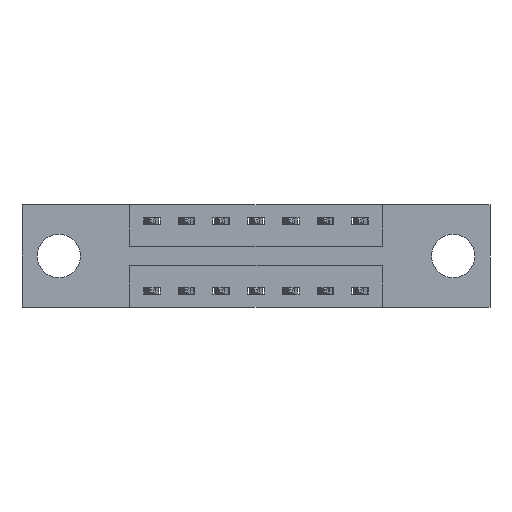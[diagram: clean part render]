
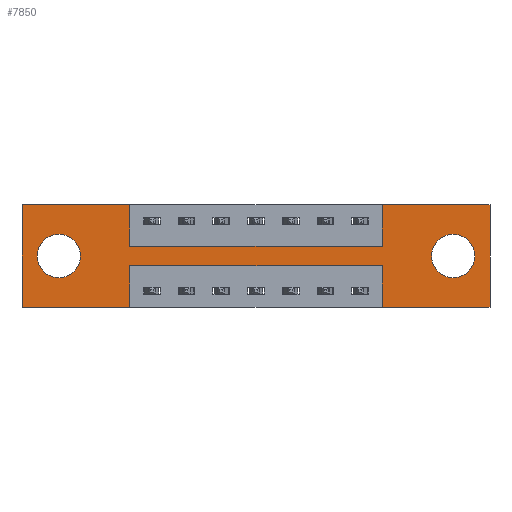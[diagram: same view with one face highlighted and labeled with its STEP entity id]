
A CAD part, front view. The second image highlights one B-rep face of the part: STEP entity #7850.
In plain terms, the highlighted planar face has unit normal (0, -1, 0).
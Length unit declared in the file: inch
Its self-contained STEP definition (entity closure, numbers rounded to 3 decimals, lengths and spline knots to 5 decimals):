
#172 = EDGE_CURVE ( 'NONE', #427, #8036, #3360, .T. ) ;
#276 = DIRECTION ( 'NONE',  ( 1., 0., 0. ) ) ;
#279 = AXIS2_PLACEMENT_3D ( 'NONE', #8474, #1718, #3999 ) ;
#315 = VECTOR ( 'NONE', #770, 39.37008 ) ;
#342 = ORIENTED_EDGE ( 'NONE', *, *, #6998, .T. ) ;
#415 = EDGE_CURVE ( 'NONE', #7236, #7402, #4439, .T. ) ;
#427 = VERTEX_POINT ( 'NONE', #2255 ) ;
#474 = CIRCLE ( 'NONE', #2505, 0.078 ) ;
#477 = EDGE_CURVE ( 'NONE', #3819, #427, #9210, .T. ) ;
#499 = LINE ( 'NONE', #5431, #7531 ) ;
#585 = ORIENTED_EDGE ( 'NONE', *, *, #3402, .F. ) ;
#622 = VECTOR ( 'NONE', #8607, 39.37008 ) ;
#678 = CARTESIAN_POINT ( 'NONE',  ( 1.2975, 0., 0. ) ) ;
#770 = DIRECTION ( 'NONE',  ( 1., 0., 0. ) ) ;
#773 = CARTESIAN_POINT ( 'NONE',  ( 0., 0., -0.37 ) ) ;
#828 = VERTEX_POINT ( 'NONE', #5225 ) ;
#900 = VECTOR ( 'NONE', #4411, 39.37008 ) ;
#921 = EDGE_CURVE ( 'NONE', #8562, #7983, #3280, .T. ) ;
#1062 = VERTEX_POINT ( 'NONE', #9437 ) ;
#1149 = VECTOR ( 'NONE', #5103, 39.37008 ) ;
#1207 = FACE_BOUND ( 'NONE', #9006, .T. ) ;
#1243 = ORIENTED_EDGE ( 'NONE', *, *, #7148, .F. ) ;
#1273 = ORIENTED_EDGE ( 'NONE', *, *, #172, .F. ) ;
#1280 = ORIENTED_EDGE ( 'NONE', *, *, #7950, .F. ) ;
#1394 = CARTESIAN_POINT ( 'NONE',  ( 1.2975, 0., -0.15 ) ) ;
#1395 = VECTOR ( 'NONE', #7878, 39.37008 ) ;
#1435 = DIRECTION ( 'NONE',  ( 0., 0., 1. ) ) ;
#1624 = CARTESIAN_POINT ( 'NONE',  ( 1.685, 0., 0. ) ) ;
#1670 = EDGE_CURVE ( 'NONE', #2937, #9312, #5152, .T. ) ;
#1680 = VECTOR ( 'NONE', #4651, 39.37008 ) ;
#1708 = ORIENTED_EDGE ( 'NONE', *, *, #477, .F. ) ;
#1718 = DIRECTION ( 'NONE',  ( 0., 1., 0. ) ) ;
#1765 = VECTOR ( 'NONE', #7910, 39.37008 ) ;
#1781 = CARTESIAN_POINT ( 'NONE',  ( 0., 0., -0.37 ) ) ;
#1909 = EDGE_CURVE ( 'NONE', #1062, #7929, #6841, .T. ) ;
#2115 = LINE ( 'NONE', #5763, #6005 ) ;
#2255 = CARTESIAN_POINT ( 'NONE',  ( 1.685, 0., -0.37 ) ) ;
#2317 = VECTOR ( 'NONE', #276, 39.37008 ) ;
#2433 = CARTESIAN_POINT ( 'NONE',  ( 0.3875, 0., -0.15 ) ) ;
#2462 = DIRECTION ( 'NONE',  ( 0., 1., 0. ) ) ;
#2505 = AXIS2_PLACEMENT_3D ( 'NONE', #6066, #8938, #6757 ) ;
#2532 = CARTESIAN_POINT ( 'NONE',  ( 1.2975, 0., -0.37 ) ) ;
#2568 = AXIS2_PLACEMENT_3D ( 'NONE', #8336, #2462, #8486 ) ;
#2589 = LINE ( 'NONE', #5623, #622 ) ;
#2633 = EDGE_CURVE ( 'NONE', #828, #5499, #7490, .T. ) ;
#2846 = CARTESIAN_POINT ( 'NONE',  ( 0., 0., -0.37 ) ) ;
#2936 = DIRECTION ( 'NONE',  ( 0., 0., 1. ) ) ;
#2937 = VERTEX_POINT ( 'NONE', #8843 ) ;
#3280 = LINE ( 'NONE', #2433, #2317 ) ;
#3331 = CARTESIAN_POINT ( 'NONE',  ( 0., 0., 0. ) ) ;
#3358 = CARTESIAN_POINT ( 'NONE',  ( 0.3875, 0., -0.22 ) ) ;
#3360 = LINE ( 'NONE', #1781, #1765 ) ;
#3369 = LINE ( 'NONE', #6409, #900 ) ;
#3402 = EDGE_CURVE ( 'NONE', #7264, #828, #2115, .T. ) ;
#3433 = VECTOR ( 'NONE', #9636, 39.37008 ) ;
#3479 = FACE_OUTER_BOUND ( 'NONE', #7799, .T. ) ;
#3819 = VERTEX_POINT ( 'NONE', #8088 ) ;
#3880 = ORIENTED_EDGE ( 'NONE', *, *, #7691, .F. ) ;
#3886 = CARTESIAN_POINT ( 'NONE',  ( 0.1325, 0., -0.263 ) ) ;
#3987 = VERTEX_POINT ( 'NONE', #678 ) ;
#3999 = DIRECTION ( 'NONE',  ( 0., 0., -1. ) ) ;
#4037 = EDGE_LOOP ( 'NONE', ( #342, #8521 ) ) ;
#4176 = FACE_BOUND ( 'NONE', #4037, .T. ) ;
#4280 = EDGE_CURVE ( 'NONE', #3987, #3819, #7786, .T. ) ;
#4411 = DIRECTION ( 'NONE',  ( 0., 0., -1. ) ) ;
#4439 = CIRCLE ( 'NONE', #7757, 0.078 ) ;
#4476 = ORIENTED_EDGE ( 'NONE', *, *, #5681, .F. ) ;
#4651 = DIRECTION ( 'NONE',  ( 0., 0., -1. ) ) ;
#4777 = LINE ( 'NONE', #2532, #8469 ) ;
#4945 = CARTESIAN_POINT ( 'NONE',  ( 0.3875, 0., -0.15 ) ) ;
#5103 = DIRECTION ( 'NONE',  ( -1., 0., 0. ) ) ;
#5152 = LINE ( 'NONE', #8831, #1149 ) ;
#5195 = CARTESIAN_POINT ( 'NONE',  ( 0.1325, 0., -0.185 ) ) ;
#5225 = CARTESIAN_POINT ( 'NONE',  ( 0., 0., 0. ) ) ;
#5431 = CARTESIAN_POINT ( 'NONE',  ( 1.2975, 0., 0. ) ) ;
#5499 = VERTEX_POINT ( 'NONE', #8264 ) ;
#5561 = EDGE_CURVE ( 'NONE', #7402, #7236, #474, .T. ) ;
#5623 = CARTESIAN_POINT ( 'NONE',  ( 0.3875, 0., -0.37 ) ) ;
#5681 = EDGE_CURVE ( 'NONE', #9312, #6465, #2589, .T. ) ;
#5737 = ORIENTED_EDGE ( 'NONE', *, *, #7063, .F. ) ;
#5763 = CARTESIAN_POINT ( 'NONE',  ( 0., 0., 0. ) ) ;
#5764 = PLANE ( 'NONE',  #8015 ) ;
#5815 = DIRECTION ( 'NONE',  ( 0., 0., 1. ) ) ;
#5862 = CARTESIAN_POINT ( 'NONE',  ( 1.5525, 0., -0.107 ) ) ;
#6005 = VECTOR ( 'NONE', #5815, 39.37008 ) ;
#6066 = CARTESIAN_POINT ( 'NONE',  ( 0.1325, 0., -0.185 ) ) ;
#6285 = CIRCLE ( 'NONE', #279, 0.078 ) ;
#6377 = CARTESIAN_POINT ( 'NONE',  ( 0.1325, 0., -0.107 ) ) ;
#6409 = CARTESIAN_POINT ( 'NONE',  ( 0.3875, 0., 0. ) ) ;
#6465 = VERTEX_POINT ( 'NONE', #6787 ) ;
#6623 = LINE ( 'NONE', #2846, #3433 ) ;
#6735 = CARTESIAN_POINT ( 'NONE',  ( 1.2975, 0., -0.37 ) ) ;
#6757 = DIRECTION ( 'NONE',  ( 0., 0., 1. ) ) ;
#6787 = CARTESIAN_POINT ( 'NONE',  ( 0.3875, 0., -0.37 ) ) ;
#6841 = CIRCLE ( 'NONE', #2568, 0.078 ) ;
#6998 = EDGE_CURVE ( 'NONE', #7929, #1062, #6285, .T. ) ;
#7063 = EDGE_CURVE ( 'NONE', #6465, #7264, #6623, .T. ) ;
#7148 = EDGE_CURVE ( 'NONE', #7983, #3987, #499, .T. ) ;
#7184 = DIRECTION ( 'NONE',  ( 0., -1., 0. ) ) ;
#7236 = VERTEX_POINT ( 'NONE', #3886 ) ;
#7264 = VERTEX_POINT ( 'NONE', #773 ) ;
#7290 = DIRECTION ( 'NONE',  ( 0., 0., -1. ) ) ;
#7402 = VERTEX_POINT ( 'NONE', #6377 ) ;
#7490 = LINE ( 'NONE', #7546, #315 ) ;
#7531 = VECTOR ( 'NONE', #2936, 39.37008 ) ;
#7546 = CARTESIAN_POINT ( 'NONE',  ( 0., 0., 0. ) ) ;
#7691 = EDGE_CURVE ( 'NONE', #8036, #2937, #4777, .T. ) ;
#7757 = AXIS2_PLACEMENT_3D ( 'NONE', #5195, #8190, #1435 ) ;
#7786 = LINE ( 'NONE', #3331, #1395 ) ;
#7799 = EDGE_LOOP ( 'NONE', ( #4476, #9481, #3880, #1273, #1708, #8726, #1243, #8371, #1280, #8527, #585, #5737 ) ) ;
#7850 = ADVANCED_FACE ( 'NONE', ( #4176, #1207, #3479 ), #5764, .T. ) ;
#7878 = DIRECTION ( 'NONE',  ( 1., 0., 0. ) ) ;
#7910 = DIRECTION ( 'NONE',  ( -1., 0., 0. ) ) ;
#7929 = VERTEX_POINT ( 'NONE', #5862 ) ;
#7950 = EDGE_CURVE ( 'NONE', #5499, #8562, #3369, .T. ) ;
#7983 = VERTEX_POINT ( 'NONE', #1394 ) ;
#8015 = AXIS2_PLACEMENT_3D ( 'NONE', #8697, #7184, #7290 ) ;
#8036 = VERTEX_POINT ( 'NONE', #6735 ) ;
#8088 = CARTESIAN_POINT ( 'NONE',  ( 1.685, 0., 0. ) ) ;
#8190 = DIRECTION ( 'NONE',  ( 0., 1., 0. ) ) ;
#8264 = CARTESIAN_POINT ( 'NONE',  ( 0.3875, 0., 0. ) ) ;
#8336 = CARTESIAN_POINT ( 'NONE',  ( 1.5525, 0., -0.185 ) ) ;
#8371 = ORIENTED_EDGE ( 'NONE', *, *, #921, .F. ) ;
#8469 = VECTOR ( 'NONE', #9135, 39.37008 ) ;
#8474 = CARTESIAN_POINT ( 'NONE',  ( 1.5525, 0., -0.185 ) ) ;
#8486 = DIRECTION ( 'NONE',  ( 0., 0., -1. ) ) ;
#8521 = ORIENTED_EDGE ( 'NONE', *, *, #1909, .T. ) ;
#8527 = ORIENTED_EDGE ( 'NONE', *, *, #2633, .F. ) ;
#8562 = VERTEX_POINT ( 'NONE', #4945 ) ;
#8607 = DIRECTION ( 'NONE',  ( 0., 0., -1. ) ) ;
#8697 = CARTESIAN_POINT ( 'NONE',  ( 0., 0., -0.37 ) ) ;
#8726 = ORIENTED_EDGE ( 'NONE', *, *, #4280, .F. ) ;
#8803 = ORIENTED_EDGE ( 'NONE', *, *, #415, .T. ) ;
#8831 = CARTESIAN_POINT ( 'NONE',  ( 0.3875, 0., -0.22 ) ) ;
#8843 = CARTESIAN_POINT ( 'NONE',  ( 1.2975, 0., -0.22 ) ) ;
#8938 = DIRECTION ( 'NONE',  ( 0., 1., 0. ) ) ;
#9006 = EDGE_LOOP ( 'NONE', ( #9599, #8803 ) ) ;
#9135 = DIRECTION ( 'NONE',  ( 0., 0., 1. ) ) ;
#9210 = LINE ( 'NONE', #1624, #1680 ) ;
#9312 = VERTEX_POINT ( 'NONE', #3358 ) ;
#9437 = CARTESIAN_POINT ( 'NONE',  ( 1.5525, 0., -0.263 ) ) ;
#9481 = ORIENTED_EDGE ( 'NONE', *, *, #1670, .F. ) ;
#9599 = ORIENTED_EDGE ( 'NONE', *, *, #5561, .T. ) ;
#9636 = DIRECTION ( 'NONE',  ( -1., 0., 0. ) ) ;
